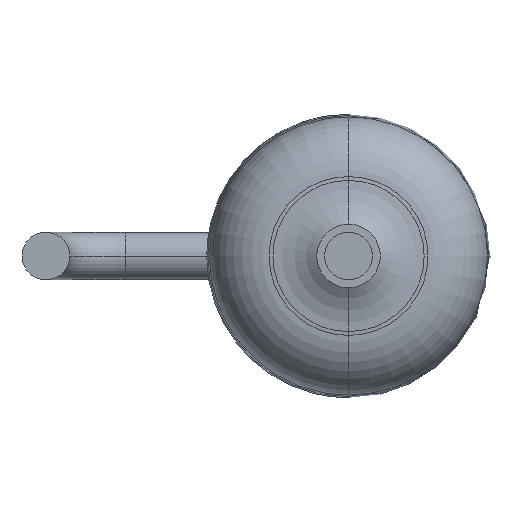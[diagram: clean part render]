
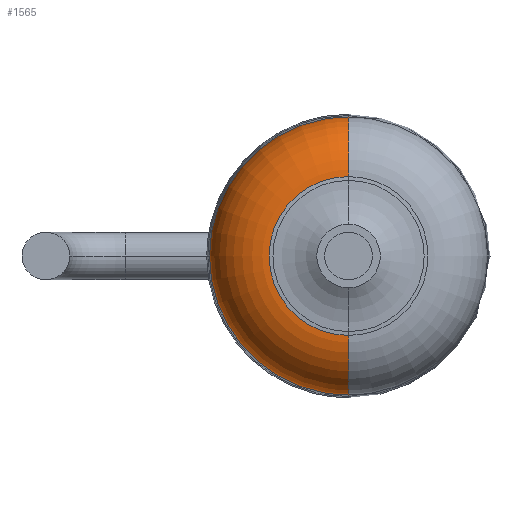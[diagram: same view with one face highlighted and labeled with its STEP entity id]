
A CAD part, front view. The second image highlights one B-rep face of the part: STEP entity #1565.
In plain terms, the highlighted toroidal (fillet/blend) face has major radius 0.952 mm and minor radius 0.8 mm.
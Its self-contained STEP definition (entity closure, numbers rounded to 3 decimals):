
#2 = DIRECTION ( 'NONE',  ( 0., -1., 0. ) ) ;
#22 = DIRECTION ( 'NONE',  ( 0., 0., 1. ) ) ;
#226 = AXIS2_PLACEMENT_3D ( 'NONE', #2362, #1395, #408 ) ;
#260 = CIRCLE ( 'NONE', #802, 0.8 ) ;
#286 = DIRECTION ( 'NONE',  ( 0., 0., -1. ) ) ;
#370 = VERTEX_POINT ( 'NONE', #1012 ) ;
#381 = CARTESIAN_POINT ( 'NONE',  ( -1.75, -3.75, 0. ) ) ;
#408 = DIRECTION ( 'NONE',  ( 0., 0., -1. ) ) ;
#450 = DIRECTION ( 'NONE',  ( 0., 0., -1. ) ) ;
#483 = CARTESIAN_POINT ( 'NONE',  ( 0., -3.7, 0. ) ) ;
#585 = CARTESIAN_POINT ( 'NONE',  ( 0., -4.5, 0. ) ) ;
#586 = CIRCLE ( 'NONE', #659, 1.75 ) ;
#612 = DIRECTION ( 'NONE',  ( 0., -1., 0. ) ) ;
#613 = CARTESIAN_POINT ( 'NONE',  ( 0., -3.75, -1.75 ) ) ;
#643 = CIRCLE ( 'NONE', #226, 0.8 ) ;
#650 = VERTEX_POINT ( 'NONE', #734 ) ;
#659 = AXIS2_PLACEMENT_3D ( 'NONE', #2336, #962, #2361 ) ;
#677 = ORIENTED_EDGE ( 'NONE', *, *, #1889, .F. ) ;
#734 = CARTESIAN_POINT ( 'NONE',  ( 0., -4.5, -0.952 ) ) ;
#742 = VERTEX_POINT ( 'NONE', #381 ) ;
#769 = EDGE_CURVE ( 'NONE', #742, #1787, #586, .T. ) ;
#781 = EDGE_CURVE ( 'NONE', #1672, #650, #1514, .T. ) ;
#802 = AXIS2_PLACEMENT_3D ( 'NONE', #1755, #1011, #22 ) ;
#962 = DIRECTION ( 'NONE',  ( 0., -1., 0. ) ) ;
#1011 = DIRECTION ( 'NONE',  ( -1., 0., 0. ) ) ;
#1012 = CARTESIAN_POINT ( 'NONE',  ( 0., -3.75, 1.75 ) ) ;
#1036 = CARTESIAN_POINT ( 'NONE',  ( 0., -3.75, 0. ) ) ;
#1338 = AXIS2_PLACEMENT_3D ( 'NONE', #483, #2044, #286 ) ;
#1387 = CIRCLE ( 'NONE', #1916, 1.75 ) ;
#1394 = DIRECTION ( 'NONE',  ( 0., 0., 1. ) ) ;
#1395 = DIRECTION ( 'NONE',  ( 1., 0., 0. ) ) ;
#1444 = EDGE_CURVE ( 'NONE', #1787, #650, #260, .T. ) ;
#1484 = ORIENTED_EDGE ( 'NONE', *, *, #781, .F. ) ;
#1514 = CIRCLE ( 'NONE', #2093, 0.952 ) ;
#1553 = ORIENTED_EDGE ( 'NONE', *, *, #769, .T. ) ;
#1565 = ADVANCED_FACE ( 'NONE', ( #2401 ), #2230, .T. ) ;
#1672 = VERTEX_POINT ( 'NONE', #1683 ) ;
#1683 = CARTESIAN_POINT ( 'NONE',  ( 0., -4.5, 0.952 ) ) ;
#1755 = CARTESIAN_POINT ( 'NONE',  ( 0., -3.7, -0.952 ) ) ;
#1787 = VERTEX_POINT ( 'NONE', #613 ) ;
#1889 = EDGE_CURVE ( 'NONE', #370, #1672, #643, .T. ) ;
#1916 = AXIS2_PLACEMENT_3D ( 'NONE', #1036, #2, #450 ) ;
#1991 = EDGE_LOOP ( 'NONE', ( #677, #2092, #1553, #2483, #1484 ) ) ;
#2044 = DIRECTION ( 'NONE',  ( 0., -1., 0. ) ) ;
#2092 = ORIENTED_EDGE ( 'NONE', *, *, #2334, .T. ) ;
#2093 = AXIS2_PLACEMENT_3D ( 'NONE', #585, #612, #1394 ) ;
#2230 = TOROIDAL_SURFACE ( 'NONE', #1338, 0.952, 0.8 ) ;
#2334 = EDGE_CURVE ( 'NONE', #370, #742, #1387, .T. ) ;
#2336 = CARTESIAN_POINT ( 'NONE',  ( 0., -3.75, 0. ) ) ;
#2361 = DIRECTION ( 'NONE',  ( 0., 0., -1. ) ) ;
#2362 = CARTESIAN_POINT ( 'NONE',  ( 0., -3.7, 0.952 ) ) ;
#2401 = FACE_OUTER_BOUND ( 'NONE', #1991, .T. ) ;
#2483 = ORIENTED_EDGE ( 'NONE', *, *, #1444, .T. ) ;
